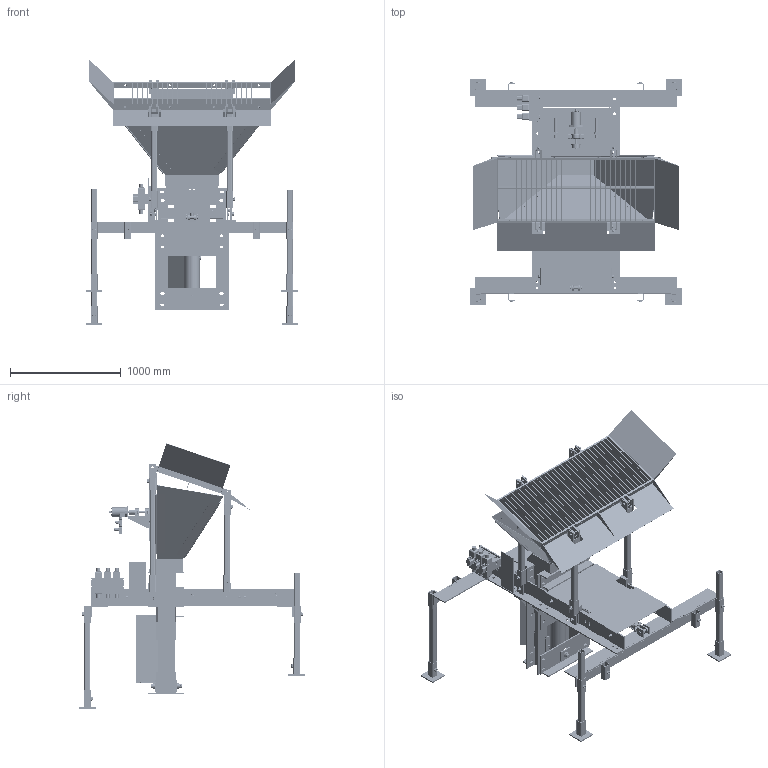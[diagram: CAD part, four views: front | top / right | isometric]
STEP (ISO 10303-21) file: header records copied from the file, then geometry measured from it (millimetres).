
FILE_DESCRIPTION(/* description */ ('Alibre Inc.'),/* implementation_level */ '2;1');
FILE_NAME(/* name */ 'export0',/* time_stamp */ '2014-04-11T00:42:06-05:00',/* author */ (''),/* organization */ (''),/* preprocessor_version */ 'ST-DEVELOPER v14',/* originating_system */ 'Alibre',/* authorisation */ '');
FILE_SCHEMA (('CONFIG_CONTROL_DESIGN'));
Length unit declared in the file: inch
Products named in the file (156): ID_1; ID_2; ID_3; ID_4; ID_5; ID_6; ID_7; ID_8; ID_9; ID_10; ID_11; ID_12; ID_13; ID_14; ID_15; ID_16; ID_17; ID_18; ID_19; ID_20; ID_21; 97245A521; ID_22; ID_23; ID_24; ID_25; ID_26; ID_27; ID_28; ID_29; ID_30; ID_31; ID_32; 5700K14; ID_33; ID_34; ID_35; ID_36; ID_37; ID_38 ...
Bounding box: 1917.7 x 2042.14 x 2389.59 mm (x, y, z)
Volume: 126167483.3 mm3; surface area: 33075221.5 mm2
Topology: 370 solids, 370 shells, 8501 faces, 21784 edges, 14155 vertices
Faces by surface type: plane 5678, cylinder 1898, cone 802, torus 63, bspline 52, sphere 8
Full cylindrical faces by diameter (mm): 6.35 x4, 10.356 x10, 12.7 x8, 13.494 x32, 13.619 x4, 14.287 x4, 15.875 x16, 16.256 x2, 19.304 x2, 20.32 x6, 20.625 x12, 20.637 x28, 20.638 x42, 20.65 x10, 22.225 x4, 22.454 x4, 25.4 x78, 25.527 x24, 26.67 x4, 27.94 x4, 31.75 x8, 34.925 x8, 53.975 x2
Entity records: 138078 total; most frequent: CARTESIAN_POINT 32431, ORIENTED_EDGE 18660, DIRECTION 15551, EDGE_CURVE 9329, VECTOR 6515, LINE 6515, VERTEX_POINT 6190, AXIS2_PLACEMENT_3D 5672
